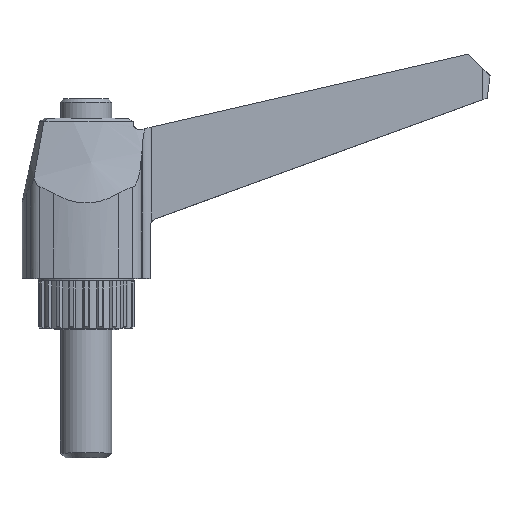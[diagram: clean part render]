
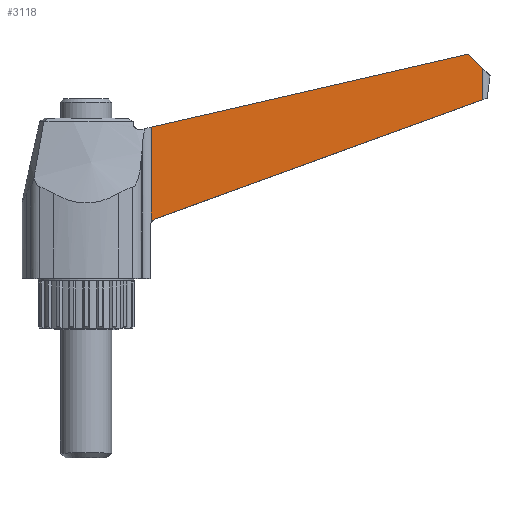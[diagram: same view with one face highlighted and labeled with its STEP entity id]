
A CAD part, top view. The second image highlights one B-rep face of the part: STEP entity #3118.
In plain terms, the highlighted planar face has unit normal (0.035, 0, 0.999).
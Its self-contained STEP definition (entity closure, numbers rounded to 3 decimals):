
#20=ELLIPSE('',#3454,1.201,1.2);
#406=LINE('',#5375,#655);
#411=LINE('',#5460,#660);
#413=LINE('',#5467,#662);
#414=LINE('',#5469,#663);
#415=LINE('',#5470,#664);
#655=VECTOR('',#4241,50.801);
#660=VECTOR('',#4260,14.809);
#662=VECTOR('',#4268,54.369);
#663=VECTOR('',#4269,4.92);
#664=VECTOR('',#4270,3.123);
#812=FACE_OUTER_BOUND('',#986,.T.);
#986=EDGE_LOOP('',(#2688,#2689,#2690,#2691,#2692,#2693));
#1455=VERTEX_POINT('',#5372);
#1456=VERTEX_POINT('',#5374);
#1467=VERTEX_POINT('',#5453);
#1468=VERTEX_POINT('',#5464);
#1469=VERTEX_POINT('',#5466);
#1470=VERTEX_POINT('',#5468);
#1893=EDGE_CURVE('',#1455,#1456,#406,.T.);
#1910=EDGE_CURVE('',#1455,#1467,#411,.T.);
#1912=EDGE_CURVE('',#1467,#1468,#20,.T.);
#1913=EDGE_CURVE('',#1469,#1468,#413,.T.);
#1914=EDGE_CURVE('',#1470,#1469,#414,.T.);
#1915=EDGE_CURVE('',#1456,#1470,#415,.T.);
#2688=ORIENTED_EDGE('',*,*,#1912,.T.);
#2689=ORIENTED_EDGE('',*,*,#1913,.F.);
#2690=ORIENTED_EDGE('',*,*,#1914,.F.);
#2691=ORIENTED_EDGE('',*,*,#1915,.F.);
#2692=ORIENTED_EDGE('',*,*,#1893,.F.);
#2693=ORIENTED_EDGE('',*,*,#1910,.T.);
#2958=PLANE('',#3453);
#3118=ADVANCED_FACE('',(#812),#2958,.F.);
#3453=AXIS2_PLACEMENT_3D('',#5463,#4264,#4265);
#3454=AXIS2_PLACEMENT_3D('',#5465,#4266,#4267);
#4241=DIRECTION('',(0.974,0.225,-0.035));
#4260=DIRECTION('',(0.,-1.,0.));
#4264=DIRECTION('center_axis',(-0.036,0.,-0.999));
#4265=DIRECTION('ref_axis',(-0.999,0.,0.036));
#4266=DIRECTION('center_axis',(-0.036,0.,-0.999));
#4267=DIRECTION('ref_axis',(0.999,0.,-0.036));
#4268=DIRECTION('',(-0.939,-0.342,0.033));
#4269=DIRECTION('',(0.,-1.,0.));
#4270=DIRECTION('',(0.707,-0.707,-0.025));
#5372=CARTESIAN_POINT('',(10.173,31.589,5.711));
#5374=CARTESIAN_POINT('',(59.645,43.,3.953));
#5375=CARTESIAN_POINT('',(10.173,31.589,5.711));
#5453=CARTESIAN_POINT('',(10.173,16.78,5.711));
#5460=CARTESIAN_POINT('',(10.173,31.589,5.711));
#5463=CARTESIAN_POINT('Origin',(10.173,43.1,5.711));
#5464=CARTESIAN_POINT('',(10.791,17.287,5.689));
#5465=CARTESIAN_POINT('Origin',(11.201,16.16,5.675));
#5466=CARTESIAN_POINT('',(61.853,35.872,3.874));
#5467=CARTESIAN_POINT('',(61.853,35.872,3.874));
#5468=CARTESIAN_POINT('',(61.853,40.792,3.874));
#5469=CARTESIAN_POINT('',(61.853,40.792,3.874));
#5470=CARTESIAN_POINT('',(59.645,43.,3.953));
